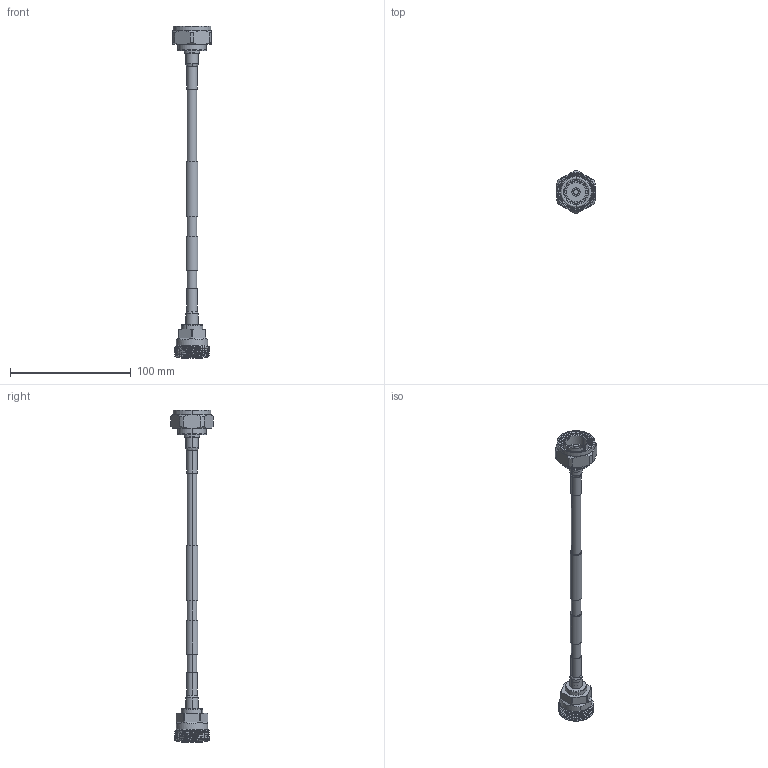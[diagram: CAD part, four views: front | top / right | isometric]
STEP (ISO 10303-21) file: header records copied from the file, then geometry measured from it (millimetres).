
FILE_DESCRIPTION (( 'STEP AP214' ), '1' );
FILE_NAME ('FMCA2248.step', '2021-02-09T19:04:11', ( '' ), ( '' ), 'SwSTEP 2.0', 'SolidWorks 2018', '' );
FILE_SCHEMA (( 'AUTOMOTIVE_DESIGN' ));
Length unit declared in the file: inch
Products named in the file (5): FMCA2248; FMCN1702^FMCA2248; FM-1/4SFHC^FMCA2248; FMCN1700^FMCA2248; Heat Shrink^FMCA2248
Assembly tree (5 placements, depth 2):
  FMCA2248
    FM-1/4SFHC^FMCA2248
    Heat Shrink^FMCA2248  x2
    FMCN1700^FMCA2248
    FMCN1702^FMCA2248
Bounding box: 31.75 x 34.98 x 274.53 mm (x, y, z)
Volume: 34250.1 mm3; surface area: 21975.8 mm2
Topology: 5 solids, 8 shells, 270 faces, 647 edges, 418 vertices
Faces by surface type: cylinder 117, plane 79, cone 52, torus 12, bspline 10
Entity records: 11822 total; most frequent: CARTESIAN_POINT 5567, DIRECTION 1285, ORIENTED_EDGE 1258, EDGE_CURVE 629, AXIS2_PLACEMENT_3D 531, VERTEX_POINT 406, EDGE_LOOP 297, CIRCLE 269
